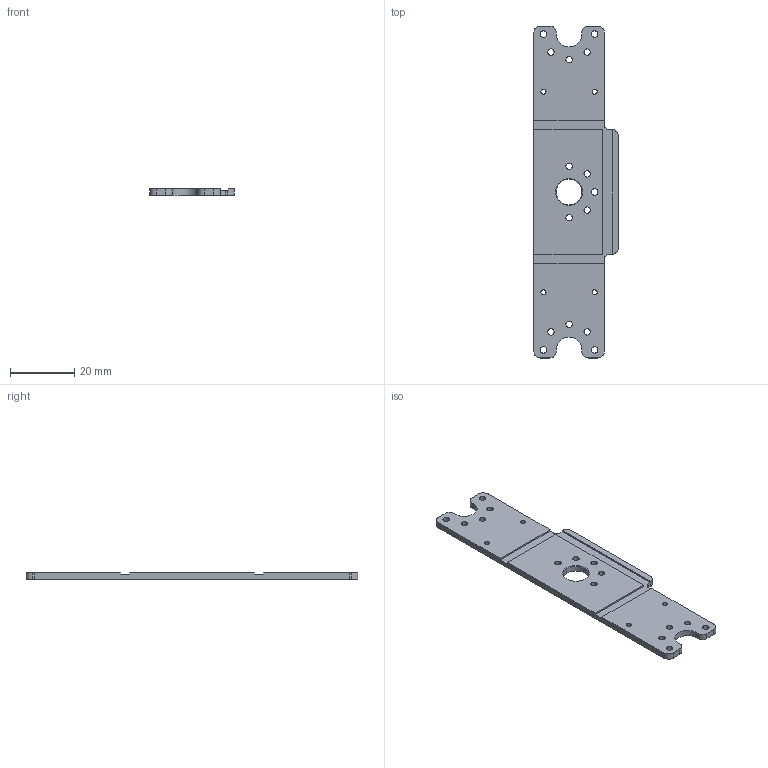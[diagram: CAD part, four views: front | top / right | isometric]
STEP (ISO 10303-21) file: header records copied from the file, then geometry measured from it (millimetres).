
FILE_DESCRIPTION(/* description */ (''),/* implementation_level */ '2;1');
FILE_NAME(/* name */ '2_FR07_H104.step',/* time_stamp */ '2011-05-25T17:15:27-04:00',/* author */ (''),/* organization */ (''),/* preprocessor_version */ 'ST-DEVELOPER v11',/* originating_system */ 'SIEMENS PLM Software NX 7.0',/* authorisation */ '');
FILE_SCHEMA (('AUTOMOTIVE_DESIGN { 1 0 10303 214 1 1 1 1 }'));
Length unit declared in the file: millimetre
Products named in the file (1): 2_FR07_H104
Bounding box: 26.32 x 103.64 x 2 mm (x, y, z)
Volume: 4365.2 mm3; surface area: 5379.6 mm2
Topology: 1 solids, 1 shells, 86 faces, 250 edges, 166 vertices
Faces by surface type: cylinder 58, plane 26, cone 2
Entity records: 3002 total; most frequent: DIRECTION 544, CARTESIAN_POINT 503, ORIENTED_EDGE 500, EDGE_CURVE 250, AXIS2_PLACEMENT_3D 207, VERTEX_POINT 166, LINE 130, VECTOR 130
